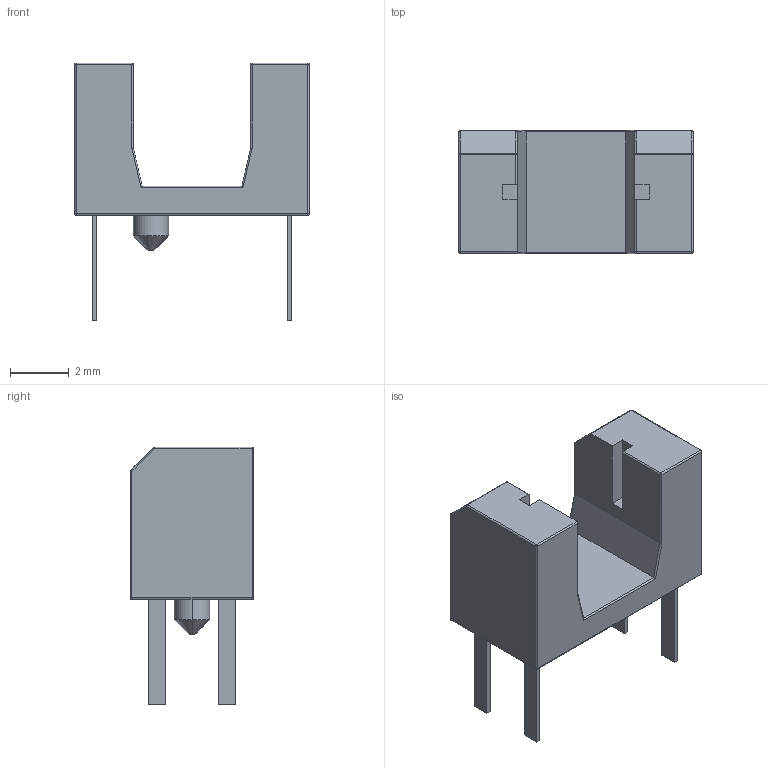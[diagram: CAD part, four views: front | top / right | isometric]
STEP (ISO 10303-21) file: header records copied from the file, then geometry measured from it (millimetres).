
FILE_DESCRIPTION(('STEP AP242'),'1');
FILE_NAME('rpi-441c1.stp','2025-03-26T06:59:42',('TraceParts'),('TraceParts S.A.'),'Spatial InterOp 3D',' ',' ');
FILE_SCHEMA(('AP242_MANAGED_MODEL_BASED_3D_ENGINEERING_MIM_LF {1 0 10303 442 1 1 4}'));
Length unit declared in the file: millimetre
Products named in the file (1): rpi-441c1_1
Bounding box: 8 x 4.2 x 8.8 mm (x, y, z)
Volume: 106 mm3; surface area: 223.1 mm2
Topology: 6 solids, 6 shells, 98 faces, 219 edges, 119 vertices
Faces by surface type: plane 48, cylinder 34, bspline 14, cone 2
Entity records: 2774 total; most frequent: CARTESIAN_POINT 671, DIRECTION 424, ORIENTED_EDGE 410, EDGE_CURVE 205, LINE 144, VECTOR 144, AXIS2_PLACEMENT_3D 140, VERTEX_POINT 119
